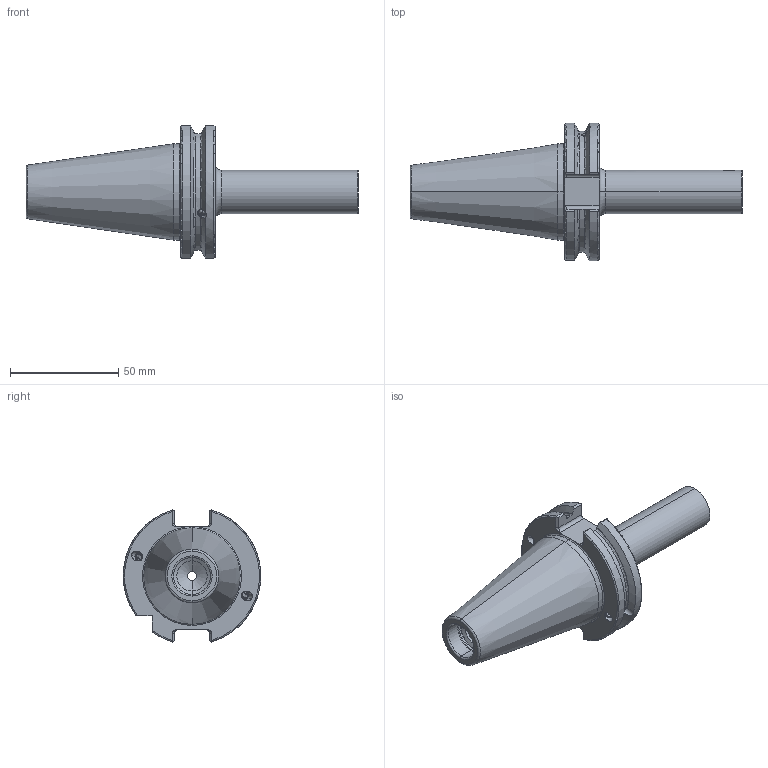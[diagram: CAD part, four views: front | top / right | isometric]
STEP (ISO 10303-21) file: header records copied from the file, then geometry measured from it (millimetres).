
FILE_DESCRIPTION (( 'STEP AP203' ), '1' );
FILE_NAME ('A14.440.020.085.STEP', '2024-08-27T07:15:46', ( '' ), ( '' ), 'SwSTEP 2.0', 'SolidWorks 2022', '' );
FILE_SCHEMA (( 'CONFIG_CONTROL_DESIGN' ));
Length unit declared in the file: millimetre
Products named in the file (5): A14.440.020.085; WH1-ER1.001.008; KVT_MB_600_040; SB4-WH1.K01.085_B_mit Bundkühlung; ISO 4026 - M4 x 3_PreviewCfg
Assembly tree (6 placements, depth 2):
  A14.440.020.085
    SB4-WH1.K01.085_B_mit Bundkühlung
    ISO 4026 - M4 x 3_PreviewCfg  x2
    WH1-ER1.001.008
    KVT_MB_600_040  x2
Bounding box: 153.25 x 63.5 x 60.94 mm (x, y, z)
Volume: 123627 mm3; surface area: 25532.5 mm2
Topology: 8 solids, 8 shells, 275 faces, 659 edges, 391 vertices
Faces by surface type: cone 90, cylinder 77, plane 70, torus 34, sphere 4
Entity records: 7682 total; most frequent: CARTESIAN_POINT 1874, DIRECTION 1113, ORIENTED_EDGE 1102, EDGE_CURVE 551, AXIS2_PLACEMENT_3D 441, VERTEX_POINT 332, EDGE_LOOP 243, VECTOR 231
